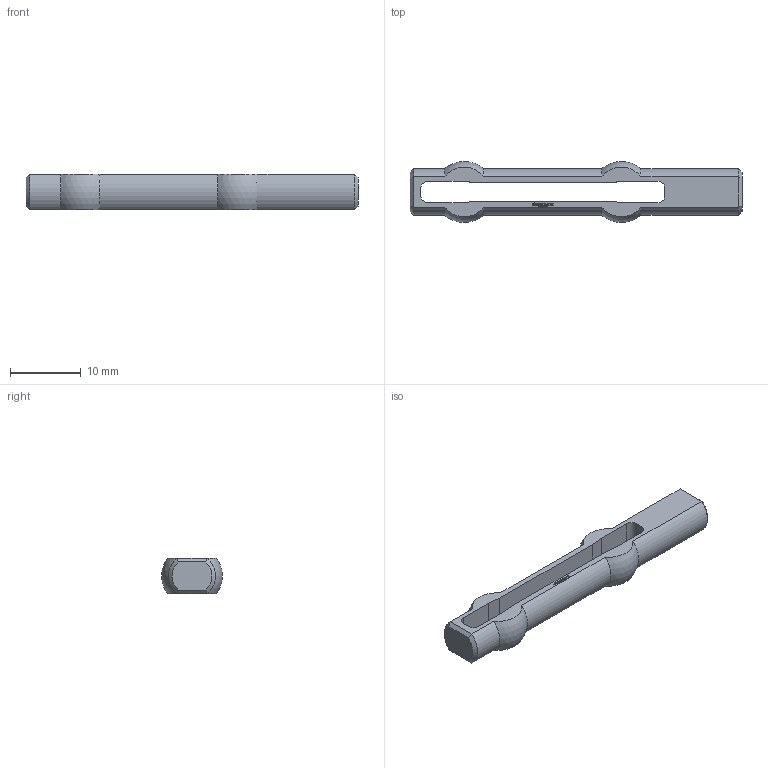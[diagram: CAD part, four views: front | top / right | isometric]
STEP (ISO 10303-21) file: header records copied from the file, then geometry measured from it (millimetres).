
FILE_DESCRIPTION(('FreeCAD Model'),'2;1');
FILE_NAME('Open CASCADE Shape Model','2022-07-11T18:31:59',(''),(''), 'Open CASCADE STEP processor 7.5','FreeCAD','Unknown');
FILE_SCHEMA(('AUTOMOTIVE_DESIGN { 1 0 10303 214 1 1 1 1 }'));
Length unit declared in the file: millimetre
Products named in the file (1): Pin SPP INR LCT UDR BU03.00x00.75 - SPN-PIN-0175
Bounding box: 46.88 x 8.54 x 5 mm (x, y, z)
Volume: 988.5 mm3; surface area: 1207.2 mm2
Topology: 1 solids, 1 shells, 464 faces, 1297 edges, 862 vertices
Faces by surface type: plane 346, bspline 100, cylinder 10, cone 4, sphere 4
Entity records: 32910 total; most frequent: CARTESIAN_POINT 8226, DIRECTION 4011, LINE 3207, VECTOR 3207, ORIENTED_EDGE 2594, PCURVE 2594, DEFINITIONAL_REPRESENTATION 2594, EDGE_CURVE 1297
